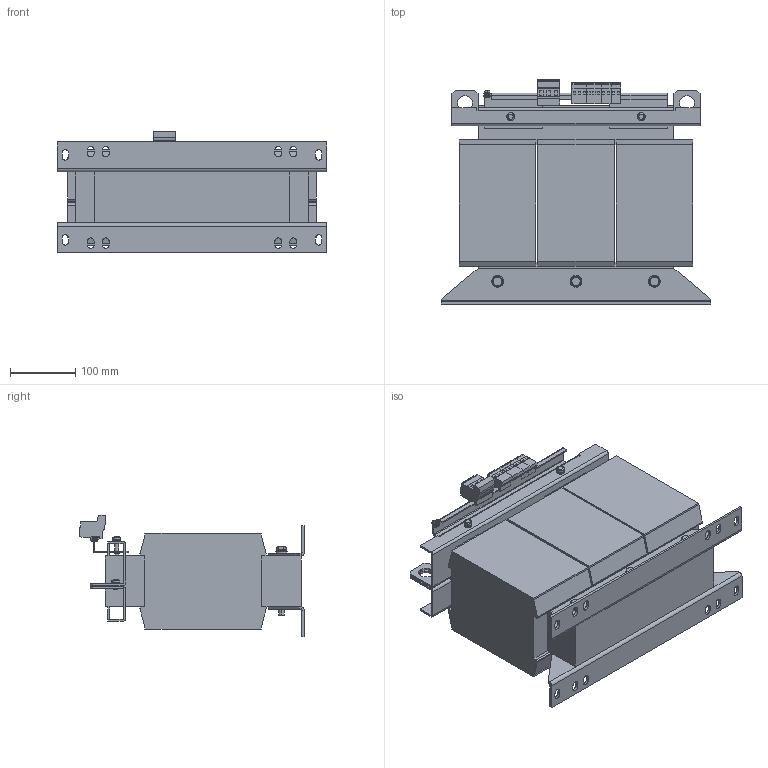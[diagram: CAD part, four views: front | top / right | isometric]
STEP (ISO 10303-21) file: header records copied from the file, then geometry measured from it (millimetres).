
FILE_DESCRIPTION (( 'STEP AP214' ), '1' );
FILE_NAME ('205555.STEP', '2020-05-28T18:35:37', ( '' ), ( '' ), 'SwSTEP 2.0', 'SolidWorks 2018', '' );
FILE_SCHEMA (( 'AUTOMOTIVE_DESIGN' ));
Length unit declared in the file: millimetre
Products named in the file (1): 205555
Bounding box: 412 x 343.95 x 186.55 mm (x, y, z)
Volume: 12792380.4 mm3; surface area: 759155.5 mm2
Topology: 1 solids, 1 shells, 821 faces, 2046 edges, 1275 vertices
Faces by surface type: plane 579, cylinder 176, cone 32, torus 26, sphere 8
Entity records: 24353 total; most frequent: CARTESIAN_POINT 4425, DIRECTION 4109, ORIENTED_EDGE 4088, EDGE_CURVE 2044, VECTOR 1519, LINE 1519, AXIS2_PLACEMENT_3D 1295, VERTEX_POINT 1275
